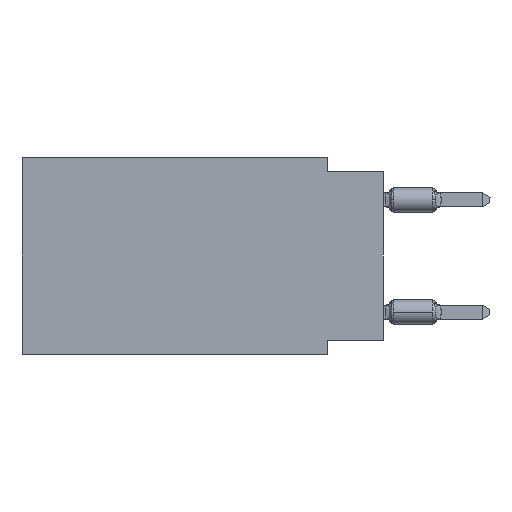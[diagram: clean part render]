
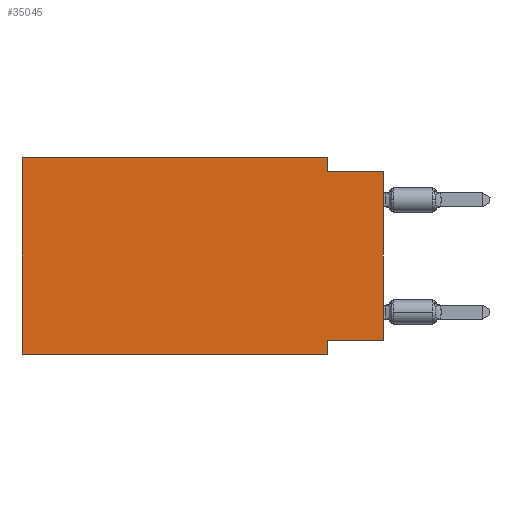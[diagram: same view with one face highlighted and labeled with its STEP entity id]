
A CAD part, left-side view. The second image highlights one B-rep face of the part: STEP entity #35045.
In plain terms, the highlighted planar face has unit normal (-1, 0, 0).
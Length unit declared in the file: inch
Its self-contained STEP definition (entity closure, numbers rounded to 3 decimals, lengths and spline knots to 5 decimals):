
#63 = LINE ( 'NONE', #28139, #56740 ) ;
#408 = DIRECTION ( 'NONE',  ( 0., -1., 0. ) ) ;
#1373 = ORIENTED_EDGE ( 'NONE', *, *, #18367, .F. ) ;
#3071 = DIRECTION ( 'NONE',  ( 0., -1., 0. ) ) ;
#3348 = DIRECTION ( 'NONE',  ( 0., 0., 1. ) ) ;
#3439 = ORIENTED_EDGE ( 'NONE', *, *, #5470, .F. ) ;
#5050 = VERTEX_POINT ( 'NONE', #69424 ) ;
#5083 = EDGE_CURVE ( 'NONE', #25431, #31608, #14350, .T. ) ;
#5470 = EDGE_CURVE ( 'NONE', #40066, #52622, #47473, .T. ) ;
#5693 = CARTESIAN_POINT ( 'NONE',  ( 0., 0.1, 0. ) ) ;
#6783 = VECTOR ( 'NONE', #3348, 39.37008 ) ;
#7175 = CARTESIAN_POINT ( 'NONE',  ( 0., 0., 0. ) ) ;
#9581 = CARTESIAN_POINT ( 'NONE',  ( 0., 0., -0.025 ) ) ;
#11949 = ORIENTED_EDGE ( 'NONE', *, *, #52752, .T. ) ;
#12599 = DIRECTION ( 'NONE',  ( 0., 0., -1. ) ) ;
#12828 = ORIENTED_EDGE ( 'NONE', *, *, #20361, .T. ) ;
#14350 = LINE ( 'NONE', #9581, #45161 ) ;
#17225 = CARTESIAN_POINT ( 'NONE',  ( 0., 0.645, -0.35 ) ) ;
#18367 = EDGE_CURVE ( 'NONE', #52622, #22964, #63, .T. ) ;
#19194 = EDGE_CURVE ( 'NONE', #56792, #25569, #27606, .T. ) ;
#19253 = FACE_OUTER_BOUND ( 'NONE', #21827, .T. ) ;
#20361 = EDGE_CURVE ( 'NONE', #56792, #31608, #24694, .T. ) ;
#20808 = VECTOR ( 'NONE', #49079, 39.37008 ) ;
#21406 = CARTESIAN_POINT ( 'NONE',  ( 0., 0.1, 0. ) ) ;
#21587 = EDGE_CURVE ( 'NONE', #25569, #5050, #59326, .T. ) ;
#21827 = EDGE_LOOP ( 'NONE', ( #12828, #61374, #69843, #1373, #3439, #11949, #71278, #37604 ) ) ;
#22460 = LINE ( 'NONE', #5693, #64857 ) ;
#22491 = DIRECTION ( 'NONE',  ( 0., 1., 0. ) ) ;
#22964 = VERTEX_POINT ( 'NONE', #21406 ) ;
#24361 = DIRECTION ( 'NONE',  ( 0., 0., -1. ) ) ;
#24694 = LINE ( 'NONE', #7175, #60425 ) ;
#25428 = VECTOR ( 'NONE', #71921, 39.37008 ) ;
#25431 = VERTEX_POINT ( 'NONE', #45618 ) ;
#25569 = VERTEX_POINT ( 'NONE', #58376 ) ;
#27606 = LINE ( 'NONE', #67333, #63804 ) ;
#28139 = CARTESIAN_POINT ( 'NONE',  ( 0., 0.645, 0. ) ) ;
#28869 = CARTESIAN_POINT ( 'NONE',  ( 0., 0., -0.325 ) ) ;
#31077 = AXIS2_PLACEMENT_3D ( 'NONE', #40770, #34953, #24361 ) ;
#31608 = VERTEX_POINT ( 'NONE', #63182 ) ;
#34953 = DIRECTION ( 'NONE',  ( 1., 0., 0. ) ) ;
#35045 = ADVANCED_FACE ( 'NONE', ( #19253 ), #62996, .F. ) ;
#37604 = ORIENTED_EDGE ( 'NONE', *, *, #19194, .F. ) ;
#40066 = VERTEX_POINT ( 'NONE', #47763 ) ;
#40770 = CARTESIAN_POINT ( 'NONE',  ( 0., 0.645, 0. ) ) ;
#45161 = VECTOR ( 'NONE', #3071, 39.37008 ) ;
#45559 = EDGE_CURVE ( 'NONE', #22964, #25431, #22460, .T. ) ;
#45618 = CARTESIAN_POINT ( 'NONE',  ( 0., 0.1, -0.025 ) ) ;
#46916 = DIRECTION ( 'NONE',  ( 0., 0., 1. ) ) ;
#47473 = LINE ( 'NONE', #58044, #6783 ) ;
#47763 = CARTESIAN_POINT ( 'NONE',  ( 0., 0.645, -0.35 ) ) ;
#49079 = DIRECTION ( 'NONE',  ( 0., 0., -1. ) ) ;
#52622 = VERTEX_POINT ( 'NONE', #64653 ) ;
#52752 = EDGE_CURVE ( 'NONE', #40066, #5050, #66795, .T. ) ;
#56740 = VECTOR ( 'NONE', #408, 39.37008 ) ;
#56792 = VERTEX_POINT ( 'NONE', #28869 ) ;
#58044 = CARTESIAN_POINT ( 'NONE',  ( 0., 0.645, 0. ) ) ;
#58376 = CARTESIAN_POINT ( 'NONE',  ( 0., 0.1, -0.325 ) ) ;
#59326 = LINE ( 'NONE', #70615, #20808 ) ;
#60425 = VECTOR ( 'NONE', #46916, 39.37008 ) ;
#61374 = ORIENTED_EDGE ( 'NONE', *, *, #5083, .F. ) ;
#62996 = PLANE ( 'NONE',  #31077 ) ;
#63182 = CARTESIAN_POINT ( 'NONE',  ( 0., 0., -0.025 ) ) ;
#63804 = VECTOR ( 'NONE', #22491, 39.37008 ) ;
#64653 = CARTESIAN_POINT ( 'NONE',  ( 0., 0.645, 0. ) ) ;
#64857 = VECTOR ( 'NONE', #12599, 39.37008 ) ;
#66795 = LINE ( 'NONE', #17225, #25428 ) ;
#67333 = CARTESIAN_POINT ( 'NONE',  ( 0., 0., -0.325 ) ) ;
#69424 = CARTESIAN_POINT ( 'NONE',  ( 0., 0.1, -0.35 ) ) ;
#69843 = ORIENTED_EDGE ( 'NONE', *, *, #45559, .F. ) ;
#70615 = CARTESIAN_POINT ( 'NONE',  ( 0., 0.1, -0.35 ) ) ;
#71278 = ORIENTED_EDGE ( 'NONE', *, *, #21587, .F. ) ;
#71921 = DIRECTION ( 'NONE',  ( 0., -1., 0. ) ) ;
